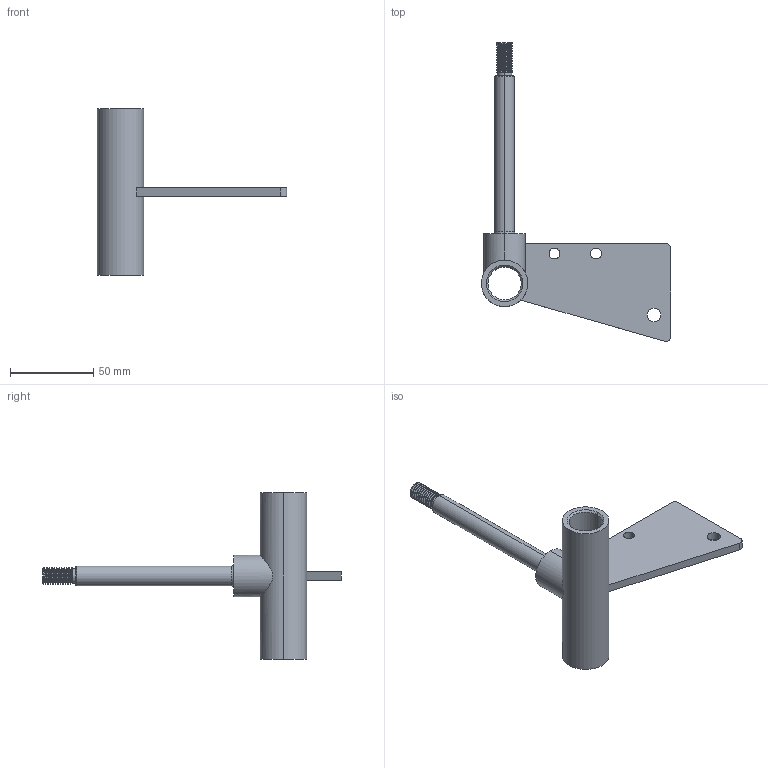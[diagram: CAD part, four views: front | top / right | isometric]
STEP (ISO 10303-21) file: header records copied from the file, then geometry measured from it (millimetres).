
FILE_DESCRIPTION (( 'STEP AP214' ), '1' );
FILE_NAME ('fusée avant GAUCHE.STEP', '2020-12-21T19:48:28', ( '' ), ( '' ), 'SwSTEP 2.0', 'SolidWorks 2019', '' );
FILE_SCHEMA (( 'AUTOMOTIVE_DESIGN' ));
Length unit declared in the file: millimetre
Products named in the file (1): fusée avant GAUCHE
Bounding box: 114 x 179.88 x 100 mm (x, y, z)
Volume: 70835.3 mm3; surface area: 31244.6 mm2
Topology: 2 solids, 2 shells, 70 faces, 177 edges, 115 vertices
Faces by surface type: cylinder 43, plane 14, cone 8, bspline 3, torus 2
Entity records: 4141 total; most frequent: CARTESIAN_POINT 2527, ORIENTED_EDGE 354, DIRECTION 304, EDGE_CURVE 177, AXIS2_PLACEMENT_3D 120, VERTEX_POINT 115, EDGE_LOOP 82, FACE_OUTER_BOUND 70
